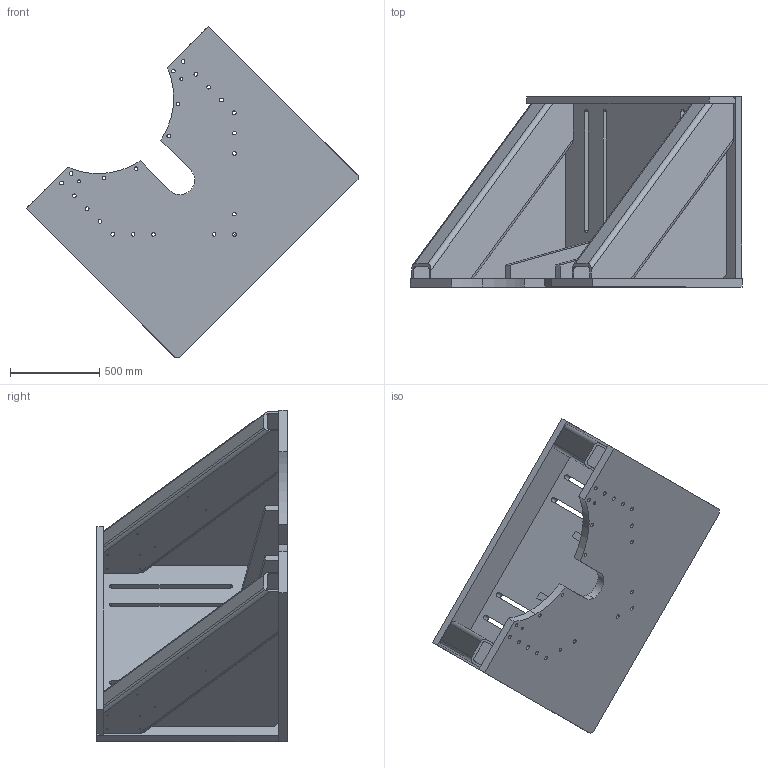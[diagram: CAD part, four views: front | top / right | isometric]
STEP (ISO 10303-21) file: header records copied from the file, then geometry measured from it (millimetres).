
FILE_DESCRIPTION(('CATIA V5 STEP Exchange'),'2;1');
FILE_NAME('EQUERRE.stp','2019-03-12T13:38:39+00:00',('none'),('none'),'CATIA Version 5 Release 19 SP 9 (IN-10)','CATIA V5 STEP AP214','none');
FILE_SCHEMA(('AUTOMOTIVE_DESIGN { 1 0 10303 214 1 1 1 1 }'));
Length unit declared in the file: millimetre
Products named in the file (1): FixtureWeldment
Bounding box: 1859.29 x 1066.6 x 1859.29 mm (x, y, z)
Volume: 212259523.4 mm3; surface area: 13856147.3 mm2
Topology: 9 solids, 9 shells, 251 faces, 687 edges, 452 vertices
Faces by surface type: cylinder 145, plane 98, cone 8
Entity records: 12811 total; most frequent: CARTESIAN_POINT 6767, ORIENTED_EDGE 1358, DIRECTION 907, EDGE_CURVE 679, VERTEX_POINT 452, VECTOR 387, LINE 387, EDGE_LOOP 355
